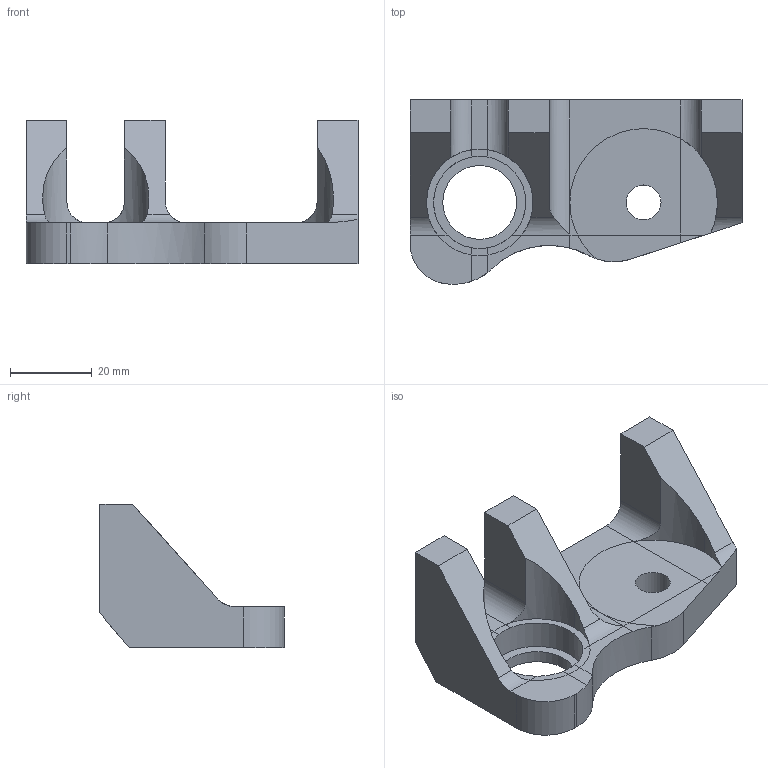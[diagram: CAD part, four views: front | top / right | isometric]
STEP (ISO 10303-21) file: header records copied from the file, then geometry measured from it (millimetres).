
FILE_DESCRIPTION(('FreeCAD Model'),'2;1');
FILE_NAME('z-upper-mini-left_black_v2.step', '2016-11-08T15:14:58',('Author'),(''), 'Open CASCADE STEP processor 6.8','FreeCAD','Unknown');
FILE_SCHEMA(('AUTOMOTIVE_DESIGN_CC2 { 1 2 10303 214 -1 1 5 4 }'));
Length unit declared in the file: millimetre
Products named in the file (2): ASSEMBLY; Pad001
Assembly tree (1 placements, depth 2):
  ASSEMBLY
    Pad001
Bounding box: 81 x 44.96 x 35 mm (x, y, z)
Volume: 36365 mm3; surface area: 12981.2 mm2
Topology: 1 solids, 1 shells, 72 faces, 178 edges, 111 vertices
Faces by surface type: plane 41, cylinder 25, cone 6
Full cylindrical faces by diameter (mm): 4.7 x6, 8.5 x1, 18 x1, 22.5 x1
Entity records: 5884 total; most frequent: CARTESIAN_POINT 2374, DIRECTION 644, ORIENTED_EDGE 356, PCURVE 356, DEFINITIONAL_REPRESENTATION 356, LINE 317, VECTOR 317, EDGE_CURVE 178
